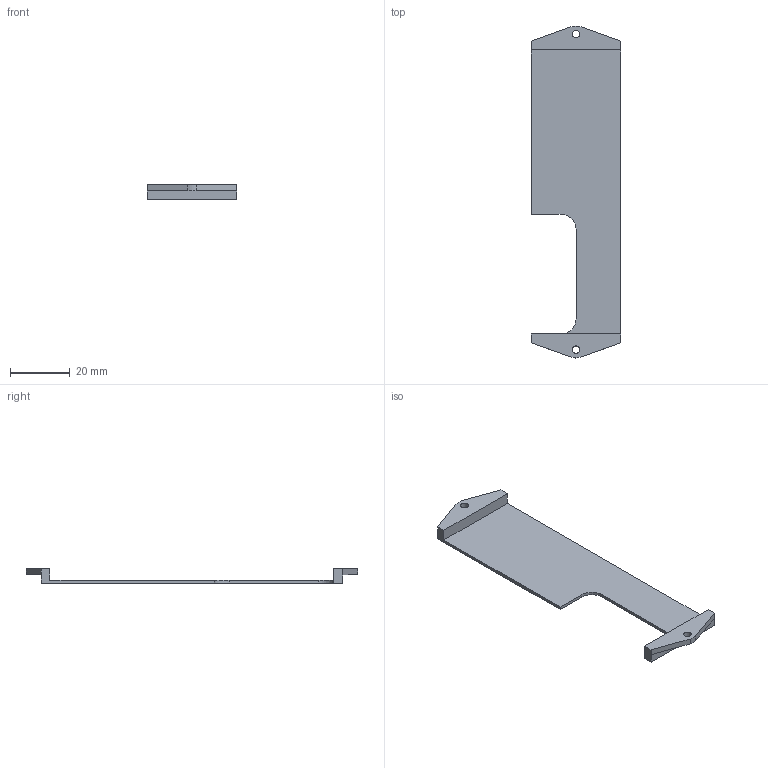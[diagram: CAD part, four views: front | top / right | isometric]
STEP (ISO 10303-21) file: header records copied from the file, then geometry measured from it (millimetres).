
FILE_DESCRIPTION(/* description */ (''),/* implementation_level */ '2;1');
FILE_NAME(/* name */ 'Screen_Brace_Right.step',/* time_stamp */ '2024-01-26T11:13:31-05:00',/* author */ (''),/* organization */ (''),/* preprocessor_version */ 'ST-DEVELOPER v20',/* originating_system */ 'Autodesk Translation Framework v12.14.0.127',/* authorisation */ '');
FILE_SCHEMA (('AUTOMOTIVE_DESIGN { 1 0 10303 214 3 1 1 }'));
Length unit declared in the file: millimetre
Products named in the file (1): I FORGOR TO SAVE v2
Bounding box: 30 x 111.05 x 5 mm (x, y, z)
Volume: 3457.4 mm3; surface area: 6031 mm2
Topology: 1 solids, 1 shells, 25 faces, 67 edges, 44 vertices
Faces by surface type: plane 19, cylinder 6
Full cylindrical faces by diameter (mm): 2.5 x2
Entity records: 807 total; most frequent: CARTESIAN_POINT 137, ORIENTED_EDGE 134, DIRECTION 131, EDGE_CURVE 67, LINE 55, VECTOR 55, VERTEX_POINT 44, AXIS2_PLACEMENT_3D 38
